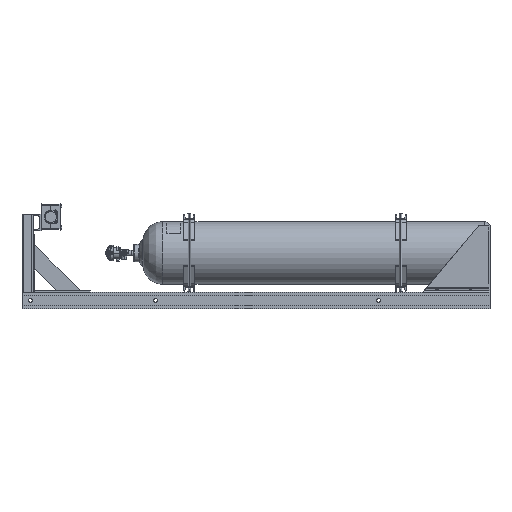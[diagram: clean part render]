
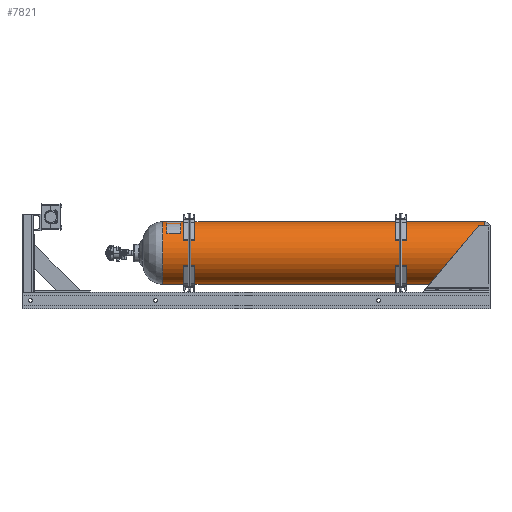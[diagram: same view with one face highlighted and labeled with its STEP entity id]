
A CAD part, left-side view. The second image highlights one B-rep face of the part: STEP entity #7821.
In plain terms, the highlighted cylindrical face has radius 142.85 mm (diameter 285.7 mm), a partial arc.
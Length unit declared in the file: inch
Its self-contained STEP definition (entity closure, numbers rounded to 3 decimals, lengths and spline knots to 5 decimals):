
#641 = FACE_OUTER_BOUND ( 'NONE', #15266, .T. ) ;
#1523 = DIRECTION ( 'NONE',  ( 0., -1., 0. ) ) ;
#4369 = VERTEX_POINT ( 'NONE', #35051 ) ;
#4413 = DIRECTION ( 'NONE',  ( 0., -1., 0. ) ) ;
#5425 = CARTESIAN_POINT ( 'NONE',  ( 0., -63., -5.62402 ) ) ;
#6142 = LINE ( 'NONE', #21298, #18250 ) ;
#7031 = CIRCLE ( 'NONE', #35631, 5.62402 ) ;
#7589 = EDGE_CURVE ( 'NONE', #13387, #4369, #6142, .T. ) ;
#7821 = ADVANCED_FACE ( 'NONE', ( #641 ), #34702, .T. ) ;
#8595 = DIRECTION ( 'NONE',  ( 0., 0., -1. ) ) ;
#9520 = ORIENTED_EDGE ( 'NONE', *, *, #7589, .F. ) ;
#11286 = CIRCLE ( 'NONE', #39085, 5.62402 ) ;
#11716 = CARTESIAN_POINT ( 'NONE',  ( 0., -5.29832, 5.62402 ) ) ;
#12945 = VECTOR ( 'NONE', #21572, 39.37008 ) ;
#13387 = VERTEX_POINT ( 'NONE', #11716 ) ;
#13561 = EDGE_CURVE ( 'NONE', #48341, #48898, #18579, .T. ) ;
#14326 = AXIS2_PLACEMENT_3D ( 'NONE', #24010, #31690, #8595 ) ;
#14351 = EDGE_CURVE ( 'NONE', #13387, #48341, #11286, .T. ) ;
#15266 = EDGE_LOOP ( 'NONE', ( #9520, #39670, #38417, #31241 ) ) ;
#17414 = CARTESIAN_POINT ( 'NONE',  ( 0., -63., 0. ) ) ;
#18250 = VECTOR ( 'NONE', #18804, 39.37008 ) ;
#18579 = LINE ( 'NONE', #40496, #12945 ) ;
#18804 = DIRECTION ( 'NONE',  ( 0., -1., 0. ) ) ;
#21298 = CARTESIAN_POINT ( 'NONE',  ( 0., 0., 5.62402 ) ) ;
#21572 = DIRECTION ( 'NONE',  ( 0., -1., 0. ) ) ;
#23074 = CARTESIAN_POINT ( 'NONE',  ( 0., -5.29832, 0. ) ) ;
#24010 = CARTESIAN_POINT ( 'NONE',  ( 0., 0., 0. ) ) ;
#31241 = ORIENTED_EDGE ( 'NONE', *, *, #33123, .F. ) ;
#31489 = DIRECTION ( 'NONE',  ( 0., 0., -1. ) ) ;
#31690 = DIRECTION ( 'NONE',  ( 0., -1., 0. ) ) ;
#33123 = EDGE_CURVE ( 'NONE', #4369, #48898, #7031, .T. ) ;
#34702 = CYLINDRICAL_SURFACE ( 'NONE', #14326, 5.62402 ) ;
#35051 = CARTESIAN_POINT ( 'NONE',  ( 0., -63., 5.62402 ) ) ;
#35631 = AXIS2_PLACEMENT_3D ( 'NONE', #17414, #1523, #39338 ) ;
#36217 = CARTESIAN_POINT ( 'NONE',  ( 0., -5.29832, -5.62402 ) ) ;
#38417 = ORIENTED_EDGE ( 'NONE', *, *, #13561, .T. ) ;
#39085 = AXIS2_PLACEMENT_3D ( 'NONE', #23074, #4413, #31489 ) ;
#39338 = DIRECTION ( 'NONE',  ( 0., 0., -1. ) ) ;
#39670 = ORIENTED_EDGE ( 'NONE', *, *, #14351, .T. ) ;
#40496 = CARTESIAN_POINT ( 'NONE',  ( 0., 0., -5.62402 ) ) ;
#48341 = VERTEX_POINT ( 'NONE', #36217 ) ;
#48898 = VERTEX_POINT ( 'NONE', #5425 ) ;
